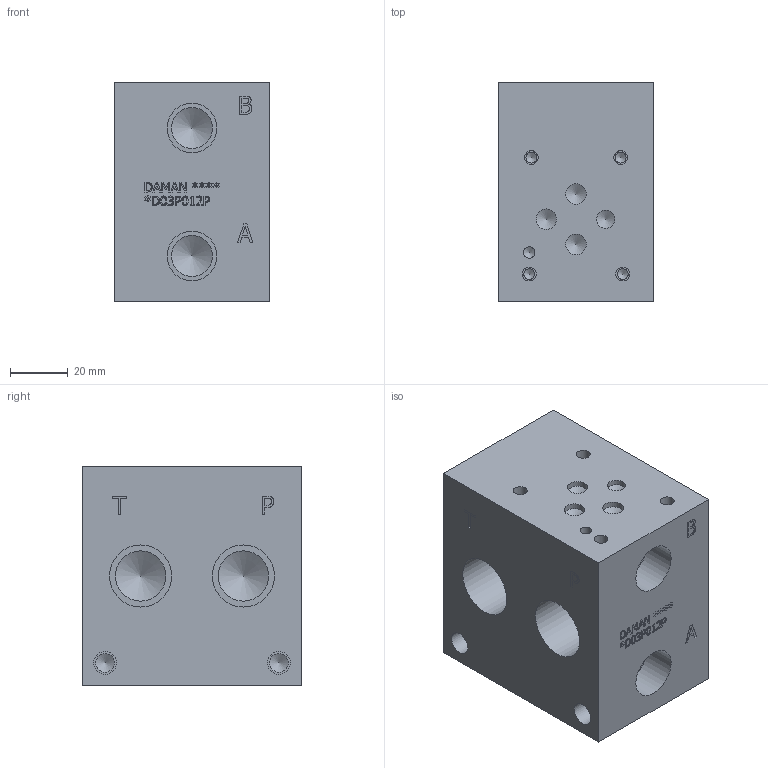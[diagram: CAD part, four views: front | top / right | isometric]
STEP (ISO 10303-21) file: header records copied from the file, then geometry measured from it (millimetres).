
FILE_DESCRIPTION(/* description */ (''),/* implementation_level */ '2;1');
FILE_NAME(/* name */ '_D03P012P.stp',/* time_stamp */ '2022-10-05T08:01:19-04:00',/* author */ ('bobbyh'),/* organization */ (''),/* preprocessor_version */ 'ST-DEVELOPER v18',/* originating_system */ 'Autodesk Inventor 2020',/* authorisation */ '');
FILE_SCHEMA (('AUTOMOTIVE_DESIGN { 1 0 10303 214 3 1 1 }'));
Length unit declared in the file: millimetre
Products named in the file (1): Part__D03P012P_3D
Bounding box: 53.98 x 76.2 x 76.2 mm (x, y, z)
Volume: 278129.8 mm3; surface area: 36742.5 mm2
Topology: 1 solids, 1 shells, 466 faces, 1272 edges, 859 vertices
Faces by surface type: plane 297, bspline 117, cylinder 33, cone 19
Full cylindrical faces by diameter (mm): 3.785 x4, 3.962 x1, 4.826 x4, 6.35 x1, 6.528 x4, 7.137 x3, 7.925 x4, 14.3 x2, 17.297 x2, 17.475 x4, 21.59 x4
Entity records: 15610 total; most frequent: CARTESIAN_POINT 4100, ORIENTED_EDGE 2506, DIRECTION 1837, EDGE_CURVE 1253, LINE 901, VECTOR 901, VERTEX_POINT 859, EDGE_LOOP 536
